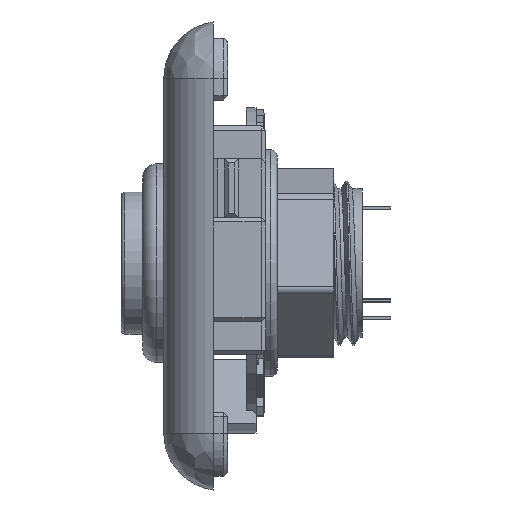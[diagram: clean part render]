
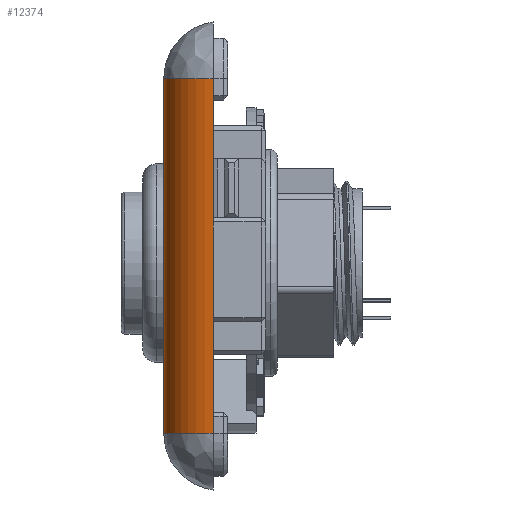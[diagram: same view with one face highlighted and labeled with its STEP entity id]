
A CAD part, left-side view. The second image highlights one B-rep face of the part: STEP entity #12374.
In plain terms, the highlighted cylindrical face has radius 8 mm (diameter 16 mm), a partial arc.
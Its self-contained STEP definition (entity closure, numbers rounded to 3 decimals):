
#1025=CIRCLE('',#13185,8.);
#1028=CIRCLE('',#13190,8.);
#2005=FACE_OUTER_BOUND('',#2788,.T.);
#2788=EDGE_LOOP('',(#11366,#11367,#11368,#11369,#11370,#11371));
#3379=LINE('',#21023,#4549);
#3403=LINE('',#21090,#4573);
#3991=LINE('',#25021,#5161);
#4002=LINE('',#25083,#5172);
#4549=VECTOR('',#14637,10.);
#4573=VECTOR('',#14693,10.);
#5161=VECTOR('',#15785,10.);
#5172=VECTOR('',#15848,8.);
#5707=VERTEX_POINT('',#21020);
#5708=VERTEX_POINT('',#21022);
#5734=VERTEX_POINT('',#21087);
#5735=VERTEX_POINT('',#21089);
#6291=VERTEX_POINT('',#25073);
#6293=VERTEX_POINT('',#25081);
#7060=EDGE_CURVE('',#5707,#5708,#3379,.T.);
#7093=EDGE_CURVE('',#5734,#5735,#3403,.T.);
#7986=EDGE_CURVE('',#5708,#5734,#3991,.T.);
#8000=EDGE_CURVE('',#5735,#6291,#1025,.T.);
#8004=EDGE_CURVE('',#5707,#6293,#1028,.T.);
#8005=EDGE_CURVE('',#6293,#6291,#4002,.T.);
#11366=ORIENTED_EDGE('',*,*,#8004,.T.);
#11367=ORIENTED_EDGE('',*,*,#8005,.T.);
#11368=ORIENTED_EDGE('',*,*,#8000,.F.);
#11369=ORIENTED_EDGE('',*,*,#7093,.F.);
#11370=ORIENTED_EDGE('',*,*,#7986,.F.);
#11371=ORIENTED_EDGE('',*,*,#7060,.F.);
#11698=CYLINDRICAL_SURFACE('',#13189,8.);
#12374=ADVANCED_FACE('',(#2005),#11698,.T.);
#13185=AXIS2_PLACEMENT_3D('',#25074,#15835,#15836);
#13189=AXIS2_PLACEMENT_3D('',#25080,#15844,#15845);
#13190=AXIS2_PLACEMENT_3D('',#25082,#15846,#15847);
#14637=DIRECTION('',(0.,0.,-1.));
#14693=DIRECTION('',(0.,0.,-1.));
#15785=DIRECTION('',(0.,0.,-1.));
#15835=DIRECTION('center_axis',(0.,0.,-1.));
#15836=DIRECTION('ref_axis',(-0.992,0.125,0.));
#15844=DIRECTION('center_axis',(0.,0.,-1.));
#15845=DIRECTION('ref_axis',(-0.992,0.125,0.));
#15846=DIRECTION('center_axis',(0.,0.,-1.));
#15847=DIRECTION('ref_axis',(-0.992,0.125,0.));
#15848=DIRECTION('',(0.,0.,-1.));
#21020=CARTESIAN_POINT('',(-54.,-6.,26.));
#21022=CARTESIAN_POINT('',(-54.,-6.,5.8));
#21023=CARTESIAN_POINT('',(-54.,-6.,26.));
#21087=CARTESIAN_POINT('',(-54.,-6.,-7.7));
#21089=CARTESIAN_POINT('',(-54.,-6.,-24.));
#21090=CARTESIAN_POINT('',(-54.,-6.,26.));
#25021=CARTESIAN_POINT('',(-54.,-6.,26.));
#25073=CARTESIAN_POINT('',(-46.063,1.,-24.));
#25074=CARTESIAN_POINT('Origin',(-46.063,-7.,-24.));
#25080=CARTESIAN_POINT('Origin',(-46.063,-7.,26.));
#25081=CARTESIAN_POINT('',(-46.063,1.,26.));
#25082=CARTESIAN_POINT('Origin',(-46.063,-7.,26.));
#25083=CARTESIAN_POINT('',(-46.063,1.,26.));
